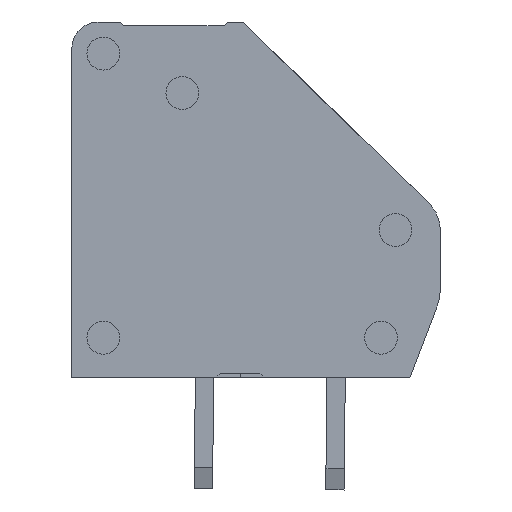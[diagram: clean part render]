
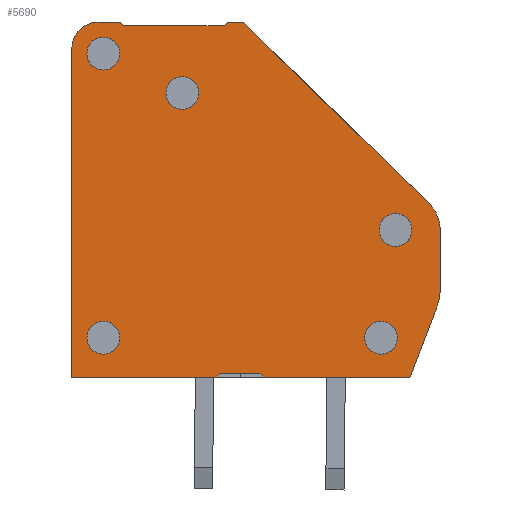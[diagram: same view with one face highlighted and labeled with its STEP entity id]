
A CAD part, front view. The second image highlights one B-rep face of the part: STEP entity #5690.
In plain terms, the highlighted planar face has unit normal (0, -1, 0).
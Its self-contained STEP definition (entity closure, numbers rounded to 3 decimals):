
#275=CIRCLE('',#6194,1.915);
#276=CIRCLE('',#6195,1.397);
#277=CIRCLE('',#6196,1.);
#278=CIRCLE('',#6197,0.625);
#279=CIRCLE('',#6198,0.625);
#280=CIRCLE('',#6199,0.625);
#281=CIRCLE('',#6200,0.625);
#282=CIRCLE('',#6201,0.625);
#1655=ORIENTED_EDGE('',*,*,#2579,.T.);
#1656=ORIENTED_EDGE('',*,*,#2580,.T.);
#1657=ORIENTED_EDGE('',*,*,#2581,.T.);
#1658=ORIENTED_EDGE('',*,*,#2582,.T.);
#1659=ORIENTED_EDGE('',*,*,#2532,.T.);
#1660=ORIENTED_EDGE('',*,*,#2583,.T.);
#1661=ORIENTED_EDGE('',*,*,#2584,.T.);
#1662=ORIENTED_EDGE('',*,*,#2585,.T.);
#1663=ORIENTED_EDGE('',*,*,#2586,.T.);
#1664=ORIENTED_EDGE('',*,*,#2587,.T.);
#1665=ORIENTED_EDGE('',*,*,#2588,.T.);
#1666=ORIENTED_EDGE('',*,*,#2589,.T.);
#1667=ORIENTED_EDGE('',*,*,#2590,.F.);
#1668=ORIENTED_EDGE('',*,*,#2591,.T.);
#1669=ORIENTED_EDGE('',*,*,#2528,.T.);
#1670=ORIENTED_EDGE('',*,*,#2592,.T.);
#1671=ORIENTED_EDGE('',*,*,#2593,.T.);
#1672=ORIENTED_EDGE('',*,*,#2594,.F.);
#1673=ORIENTED_EDGE('',*,*,#2595,.F.);
#1674=ORIENTED_EDGE('',*,*,#2596,.F.);
#1675=ORIENTED_EDGE('',*,*,#2597,.F.);
#1676=ORIENTED_EDGE('',*,*,#2598,.F.);
#2528=EDGE_CURVE('',#3098,#3099,#3719,.T.);
#2532=EDGE_CURVE('',#3102,#3103,#3723,.T.);
#2579=EDGE_CURVE('',#3147,#3148,#3760,.T.);
#2580=EDGE_CURVE('',#3148,#3149,#3761,.T.);
#2581=EDGE_CURVE('',#3149,#3150,#3762,.T.);
#2582=EDGE_CURVE('',#3150,#3102,#3763,.T.);
#2583=EDGE_CURVE('',#3103,#3151,#3764,.T.);
#2584=EDGE_CURVE('',#3151,#3152,#275,.T.);
#2585=EDGE_CURVE('',#3152,#3153,#3765,.T.);
#2586=EDGE_CURVE('',#3153,#3154,#276,.T.);
#2587=EDGE_CURVE('',#3154,#3155,#3766,.T.);
#2588=EDGE_CURVE('',#3155,#3156,#3767,.T.);
#2589=EDGE_CURVE('',#3156,#3157,#3768,.F.);
#2590=EDGE_CURVE('',#3158,#3157,#3769,.T.);
#2591=EDGE_CURVE('',#3158,#3098,#3770,.F.);
#2592=EDGE_CURVE('',#3099,#3159,#277,.T.);
#2593=EDGE_CURVE('',#3159,#3147,#3771,.T.);
#2594=EDGE_CURVE('',#3160,#3160,#278,.T.);
#2595=EDGE_CURVE('',#3161,#3161,#279,.T.);
#2596=EDGE_CURVE('',#3162,#3162,#280,.T.);
#2597=EDGE_CURVE('',#3163,#3163,#281,.T.);
#2598=EDGE_CURVE('',#3164,#3164,#282,.T.);
#3098=VERTEX_POINT('',#9204);
#3099=VERTEX_POINT('',#9205);
#3102=VERTEX_POINT('',#9213);
#3103=VERTEX_POINT('',#9214);
#3147=VERTEX_POINT('',#9307);
#3148=VERTEX_POINT('',#9308);
#3149=VERTEX_POINT('',#9310);
#3150=VERTEX_POINT('',#9312);
#3151=VERTEX_POINT('',#9315);
#3152=VERTEX_POINT('',#9317);
#3153=VERTEX_POINT('',#9319);
#3154=VERTEX_POINT('',#9321);
#3155=VERTEX_POINT('',#9323);
#3156=VERTEX_POINT('',#9325);
#3157=VERTEX_POINT('',#9327);
#3158=VERTEX_POINT('',#9329);
#3159=VERTEX_POINT('',#9332);
#3160=VERTEX_POINT('',#9335);
#3161=VERTEX_POINT('',#9337);
#3162=VERTEX_POINT('',#9339);
#3163=VERTEX_POINT('',#9341);
#3164=VERTEX_POINT('',#9343);
#3719=LINE('',#9203,#4355);
#3723=LINE('',#9212,#4359);
#3760=LINE('',#9306,#4396);
#3761=LINE('',#9309,#4397);
#3762=LINE('',#9311,#4398);
#3763=LINE('',#9313,#4399);
#3764=LINE('',#9314,#4400);
#3765=LINE('',#9318,#4401);
#3766=LINE('',#9322,#4402);
#3767=LINE('',#9324,#4403);
#3768=LINE('',#9326,#4404);
#3769=LINE('',#9328,#4405);
#3770=LINE('',#9330,#4406);
#3771=LINE('',#9333,#4407);
#4355=VECTOR('',#7566,1000.);
#4359=VECTOR('',#7572,1000.);
#4396=VECTOR('',#7633,1000.);
#4397=VECTOR('',#7634,1000.);
#4398=VECTOR('',#7635,1000.);
#4399=VECTOR('',#7636,1000.);
#4400=VECTOR('',#7637,1000.);
#4401=VECTOR('',#7640,1000.);
#4402=VECTOR('',#7643,1000.);
#4403=VECTOR('',#7644,1000.);
#4404=VECTOR('',#7645,1000.);
#4405=VECTOR('',#7646,1000.);
#4406=VECTOR('',#7647,1000.);
#4407=VECTOR('',#7650,1000.);
#4765=EDGE_LOOP('',(#1655,#1656,#1657,#1658,#1659,#1660,#1661,#1662,#1663,
#1664,#1665,#1666,#1667,#1668,#1669,#1670,#1671));
#4766=EDGE_LOOP('',(#1672));
#4767=EDGE_LOOP('',(#1673));
#4768=EDGE_LOOP('',(#1674));
#4769=EDGE_LOOP('',(#1675));
#4770=EDGE_LOOP('',(#1676));
#5132=FACE_BOUND('',#4765,.T.);
#5133=FACE_BOUND('',#4766,.T.);
#5134=FACE_BOUND('',#4767,.T.);
#5135=FACE_BOUND('',#4768,.T.);
#5136=FACE_BOUND('',#4769,.T.);
#5137=FACE_BOUND('',#4770,.T.);
#5395=PLANE('',#6193);
#5690=ADVANCED_FACE('',(#5132,#5133,#5134,#5135,#5136,#5137),#5395,.T.);
#6193=AXIS2_PLACEMENT_3D('',#9305,#7631,#7632);
#6194=AXIS2_PLACEMENT_3D('',#9316,#7638,#7639);
#6195=AXIS2_PLACEMENT_3D('',#9320,#7641,#7642);
#6196=AXIS2_PLACEMENT_3D('',#9331,#7648,#7649);
#6197=AXIS2_PLACEMENT_3D('',#9334,#7651,#7652);
#6198=AXIS2_PLACEMENT_3D('',#9336,#7653,#7654);
#6199=AXIS2_PLACEMENT_3D('',#9338,#7655,#7656);
#6200=AXIS2_PLACEMENT_3D('',#9340,#7657,#7658);
#6201=AXIS2_PLACEMENT_3D('',#9342,#7659,#7660);
#7566=DIRECTION('',(-1.,0.,0.));
#7572=DIRECTION('',(1.,0.,0.));
#7631=DIRECTION('',(0.,-1.,0.));
#7632=DIRECTION('',(0.,0.,-1.));
#7633=DIRECTION('',(1.,0.,0.));
#7634=DIRECTION('',(0.707,0.,0.707));
#7635=DIRECTION('',(1.,0.,0.));
#7636=DIRECTION('',(0.707,0.,-0.707));
#7637=DIRECTION('',(0.358,0.,0.934));
#7638=DIRECTION('',(0.,-1.,0.));
#7639=DIRECTION('',(-1.,0.,0.));
#7640=DIRECTION('',(0.,0.,1.));
#7641=DIRECTION('',(0.,-1.,0.));
#7642=DIRECTION('',(-1.,0.,0.));
#7643=DIRECTION('',(-0.716,0.,0.698));
#7644=DIRECTION('',(-1.,0.,0.));
#7645=DIRECTION('',(0.8,0.,0.6));
#7646=DIRECTION('',(1.,0.,0.));
#7647=DIRECTION('',(0.8,0.,-0.6));
#7648=DIRECTION('',(0.,-1.,0.));
#7649=DIRECTION('',(1.,0.,0.));
#7650=DIRECTION('',(0.,0.,-1.));
#7651=DIRECTION('',(0.,-1.,0.));
#7652=DIRECTION('',(0.,0.,-1.));
#7653=DIRECTION('',(0.,-1.,0.));
#7654=DIRECTION('',(0.,0.,-1.));
#7655=DIRECTION('',(0.,-1.,0.));
#7656=DIRECTION('',(0.,0.,-1.));
#7657=DIRECTION('',(0.,-1.,0.));
#7658=DIRECTION('',(0.,0.,-1.));
#7659=DIRECTION('',(0.,-1.,0.));
#7660=DIRECTION('',(0.,0.,-1.));
#9203=CARTESIAN_POINT('',(1.,0.,13.5));
#9204=CARTESIAN_POINT('',(1.8,0.,13.5));
#9205=CARTESIAN_POINT('',(1.,0.,13.5));
#9212=CARTESIAN_POINT('',(0.,0.,0.));
#9213=CARTESIAN_POINT('',(7.3,0.,0.));
#9214=CARTESIAN_POINT('',(12.852,0.,0.));
#9305=CARTESIAN_POINT('',(12.085,0.,3.35));
#9306=CARTESIAN_POINT('',(0.,0.,0.));
#9307=CARTESIAN_POINT('',(0.,0.,0.));
#9308=CARTESIAN_POINT('',(5.5,0.,0.));
#9309=CARTESIAN_POINT('',(10.468,0.,4.968));
#9310=CARTESIAN_POINT('',(5.65,0.,0.15));
#9311=CARTESIAN_POINT('',(5.65,0.,0.15));
#9312=CARTESIAN_POINT('',(7.15,0.,0.15));
#9313=CARTESIAN_POINT('',(8.018,0.,-0.718));
#9314=CARTESIAN_POINT('',(13.873,0.,2.665));
#9315=CARTESIAN_POINT('',(13.873,0.,2.665));
#9316=CARTESIAN_POINT('',(12.085,0.,3.35));
#9317=CARTESIAN_POINT('',(14.,0.,3.35));
#9318=CARTESIAN_POINT('',(14.,0.,3.35));
#9319=CARTESIAN_POINT('',(14.,0.,5.6));
#9320=CARTESIAN_POINT('',(12.603,0.,5.6));
#9321=CARTESIAN_POINT('',(13.578,0.,6.6));
#9322=CARTESIAN_POINT('',(6.5,0.,13.5));
#9323=CARTESIAN_POINT('',(6.5,0.,13.5));
#9324=CARTESIAN_POINT('',(1.,0.,13.5));
#9325=CARTESIAN_POINT('',(5.95,0.,13.5));
#9326=CARTESIAN_POINT('',(5.004,0.,12.791));
#9327=CARTESIAN_POINT('',(5.75,0.,13.35));
#9328=CARTESIAN_POINT('',(5.75,0.,13.35));
#9329=CARTESIAN_POINT('',(2.,0.,13.35));
#9330=CARTESIAN_POINT('',(13.254,0.,4.909));
#9331=CARTESIAN_POINT('',(1.,0.,12.5));
#9332=CARTESIAN_POINT('',(0.,0.,12.5));
#9333=CARTESIAN_POINT('',(0.,0.,0.));
#9334=CARTESIAN_POINT('',(12.3,0.,5.6));
#9335=CARTESIAN_POINT('',(12.3,0.,4.975));
#9336=CARTESIAN_POINT('',(4.2,0.,10.8));
#9337=CARTESIAN_POINT('',(4.2,0.,10.175));
#9338=CARTESIAN_POINT('',(11.75,0.,1.5));
#9339=CARTESIAN_POINT('',(11.75,0.,0.875));
#9340=CARTESIAN_POINT('',(1.2,0.,1.5));
#9341=CARTESIAN_POINT('',(1.2,0.,0.875));
#9342=CARTESIAN_POINT('',(1.2,0.,12.3));
#9343=CARTESIAN_POINT('',(1.2,0.,11.675));
